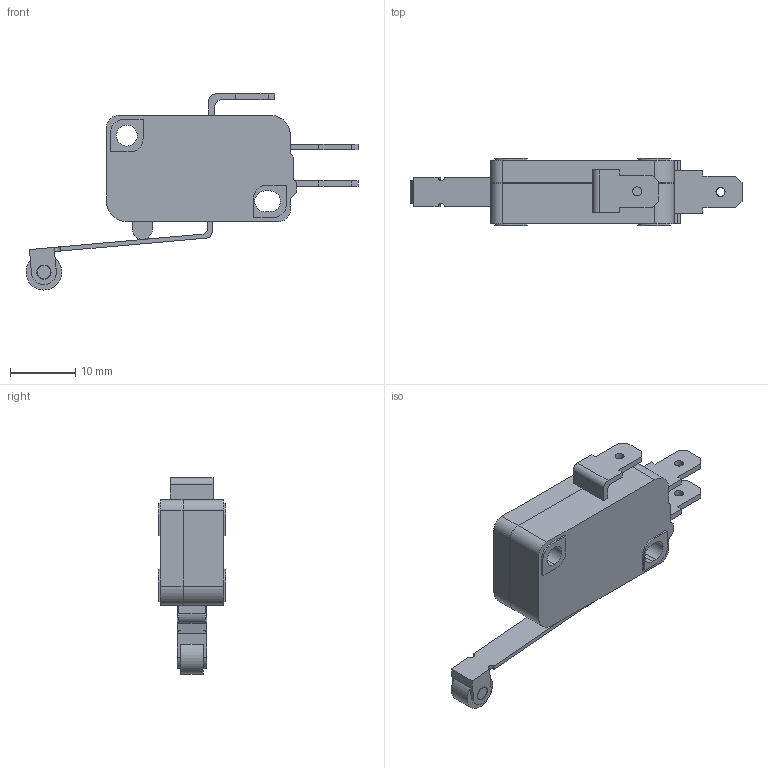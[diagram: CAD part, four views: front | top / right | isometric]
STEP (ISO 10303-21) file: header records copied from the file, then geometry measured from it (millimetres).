
FILE_DESCRIPTION (( 'STEP AP203' ), '1' );
FILE_NAME ('Switch SV-166-1C25.STEP', '2022-02-22T20:56:15', ( '' ), ( '' ), 'SwSTEP 2.0', 'SolidWorks 2018', '' );
FILE_SCHEMA (( 'CONFIG_CONTROL_DESIGN' ));
Length unit declared in the file: millimetre
Products named in the file (1): Switch SV-166-1C25
Bounding box: 50.98 x 10.35 x 30.12 mm (x, y, z)
Volume: 4689 mm3; surface area: 2833.1 mm2
Topology: 1 solids, 1 shells, 235 faces, 650 edges, 426 vertices
Faces by surface type: plane 151, cylinder 50, bspline 34
Entity records: 9929 total; most frequent: CARTESIAN_POINT 3954, ORIENTED_EDGE 1300, DIRECTION 1086, EDGE_CURVE 650, VECTOR 482, LINE 482, VERTEX_POINT 426, AXIS2_PLACEMENT_3D 302
